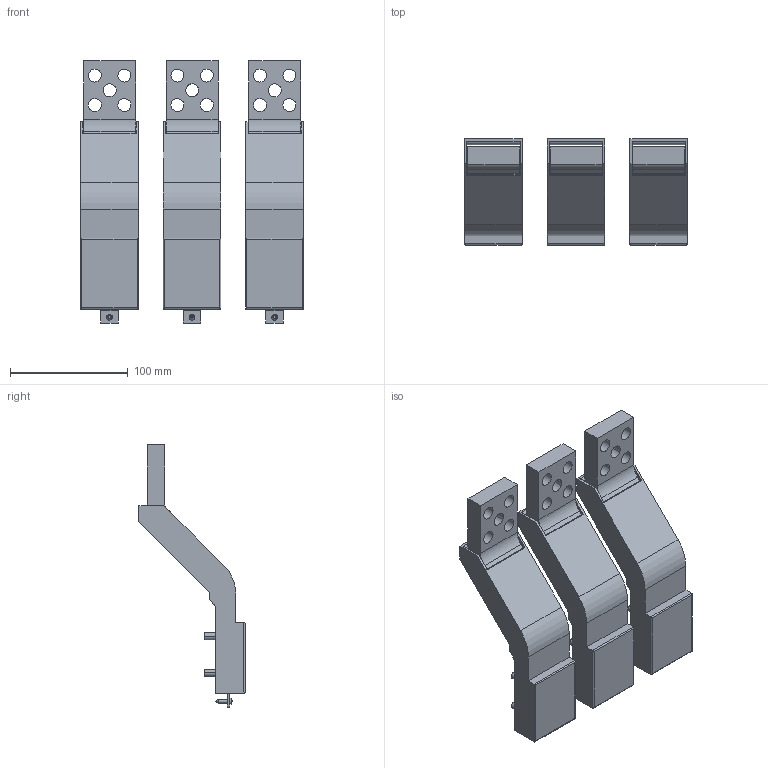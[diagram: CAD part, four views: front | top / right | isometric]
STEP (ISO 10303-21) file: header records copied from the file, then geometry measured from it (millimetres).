
FILE_DESCRIPTION((''),'2;1');
FILE_NAME('1SDH002065A1440_IGES','2019-07-04T',('ITSTCAR1'),(''),'CREO PARAMETRIC BY PTC INC, 2016050','CREO PARAMETRIC BY PTC INC, 2016050','');
FILE_SCHEMA(('AUTOMOTIVE_DESIGN { 1 0 10303 214 1 1 1 1 }'));
Length unit declared in the file: millimetre
Products named in the file (1): 1SDH002065A1440_IGES
Bounding box: 189.01 x 90 x 222.51 mm (x, y, z)
Volume: 535977.9 mm3; surface area: 206667 mm2
Topology: 3 solids, 3 shells, 561 faces, 1450 edges, 964 vertices
Faces by surface type: plane 318, cylinder 225, torus 6, cone 6, sphere 6
Entity records: 22059 total; most frequent: CARTESIAN_POINT 3223, DIRECTION 3047, ORIENTED_EDGE 2876, EDGE_CURVE 1438, AXIS2_PLACEMENT_3D 1060, VERTEX_POINT 964, VECTOR 927, LINE 927
